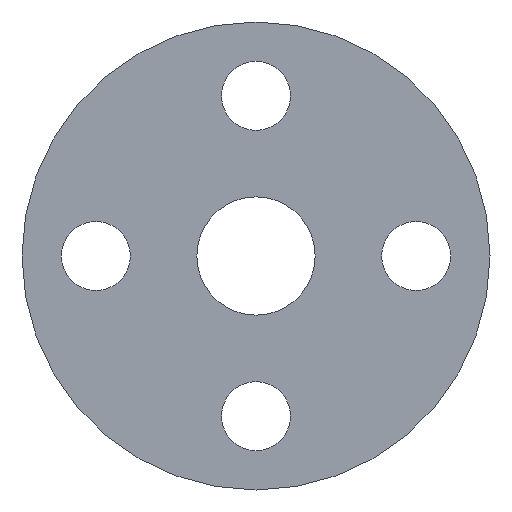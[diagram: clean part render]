
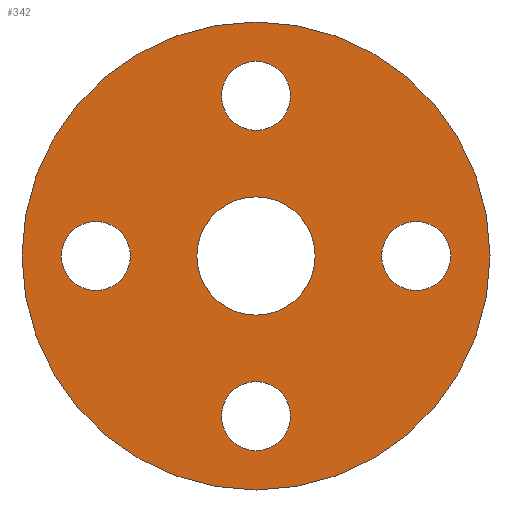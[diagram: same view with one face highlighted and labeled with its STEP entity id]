
A CAD part, front view. The second image highlights one B-rep face of the part: STEP entity #342.
In plain terms, the highlighted planar face has unit normal (0, -1, 0).
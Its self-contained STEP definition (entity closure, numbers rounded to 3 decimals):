
#14 = CARTESIAN_POINT ( 'NONE',  ( 0., 0., 0. ) ) ;
#17 = CIRCLE ( 'NONE', #126, 7. ) ;
#18 = DIRECTION ( 'NONE',  ( 0., 1., 0. ) ) ;
#20 = VERTEX_POINT ( 'NONE', #397 ) ;
#21 = EDGE_CURVE ( 'NONE', #35, #20, #495, .T. ) ;
#24 = CARTESIAN_POINT ( 'NONE',  ( 0., 0., -39.5 ) ) ;
#25 = DIRECTION ( 'NONE',  ( 0., -1., 0. ) ) ;
#27 = CIRCLE ( 'NONE', #216, 12. ) ;
#35 = VERTEX_POINT ( 'NONE', #444 ) ;
#39 = EDGE_LOOP ( 'NONE', ( #144, #447 ) ) ;
#40 = DIRECTION ( 'NONE',  ( 0., -1., 0. ) ) ;
#47 = DIRECTION ( 'NONE',  ( 0., 0., 1. ) ) ;
#52 = EDGE_CURVE ( 'NONE', #149, #125, #379, .T. ) ;
#56 = CARTESIAN_POINT ( 'NONE',  ( 0., 0., 32.5 ) ) ;
#57 = EDGE_LOOP ( 'NONE', ( #358, #177 ) ) ;
#58 = DIRECTION ( 'NONE',  ( 0., -1., 0. ) ) ;
#59 = AXIS2_PLACEMENT_3D ( 'NONE', #510, #464, #557 ) ;
#64 = CIRCLE ( 'NONE', #582, 47.5 ) ;
#65 = FACE_BOUND ( 'NONE', #210, .T. ) ;
#66 = CARTESIAN_POINT ( 'NONE',  ( 0., 0., -47.5 ) ) ;
#75 = DIRECTION ( 'NONE',  ( 0., 1., 0. ) ) ;
#79 = ORIENTED_EDGE ( 'NONE', *, *, #161, .T. ) ;
#83 = EDGE_LOOP ( 'NONE', ( #374, #411 ) ) ;
#85 = VERTEX_POINT ( 'NONE', #66 ) ;
#87 = CARTESIAN_POINT ( 'NONE',  ( 32.5, 0., 7. ) ) ;
#104 = FACE_OUTER_BOUND ( 'NONE', #57, .T. ) ;
#116 = CARTESIAN_POINT ( 'NONE',  ( 0., 0., 12. ) ) ;
#119 = DIRECTION ( 'NONE',  ( 0., 1., 0. ) ) ;
#121 = CARTESIAN_POINT ( 'NONE',  ( 0., 0., 32.5 ) ) ;
#125 = VERTEX_POINT ( 'NONE', #541 ) ;
#126 = AXIS2_PLACEMENT_3D ( 'NONE', #517, #475, #572 ) ;
#127 = DIRECTION ( 'NONE',  ( 0., -1., 0. ) ) ;
#129 = EDGE_CURVE ( 'NONE', #125, #149, #259, .T. ) ;
#134 = CARTESIAN_POINT ( 'NONE',  ( 0., 0., 47.5 ) ) ;
#140 = VERTEX_POINT ( 'NONE', #436 ) ;
#144 = ORIENTED_EDGE ( 'NONE', *, *, #21, .F. ) ;
#148 = AXIS2_PLACEMENT_3D ( 'NONE', #14, #235, #331 ) ;
#149 = VERTEX_POINT ( 'NONE', #24 ) ;
#161 = EDGE_CURVE ( 'NONE', #140, #474, #27, .T. ) ;
#167 = EDGE_CURVE ( 'NONE', #240, #85, #64, .T. ) ;
#168 = DIRECTION ( 'NONE',  ( 0., 0., -1. ) ) ;
#174 = VERTEX_POINT ( 'NONE', #87 ) ;
#177 = ORIENTED_EDGE ( 'NONE', *, *, #407, .F. ) ;
#178 = CARTESIAN_POINT ( 'NONE',  ( 32.5, 0., -7. ) ) ;
#186 = CIRCLE ( 'NONE', #496, 7. ) ;
#197 = AXIS2_PLACEMENT_3D ( 'NONE', #583, #395, #168 ) ;
#199 = CIRCLE ( 'NONE', #268, 47.5 ) ;
#201 = DIRECTION ( 'NONE',  ( 0., 0., 1. ) ) ;
#203 = EDGE_LOOP ( 'NONE', ( #383, #271 ) ) ;
#210 = EDGE_LOOP ( 'NONE', ( #455, #79 ) ) ;
#216 = AXIS2_PLACEMENT_3D ( 'NONE', #534, #119, #300 ) ;
#235 = DIRECTION ( 'NONE',  ( 0., 1., 0. ) ) ;
#240 = VERTEX_POINT ( 'NONE', #134 ) ;
#241 = CARTESIAN_POINT ( 'NONE',  ( -32.5, 0., 7. ) ) ;
#245 = CARTESIAN_POINT ( 'NONE',  ( -32.5, 0., -7. ) ) ;
#248 = PLANE ( 'NONE',  #592 ) ;
#259 = CIRCLE ( 'NONE', #575, 7. ) ;
#263 = EDGE_CURVE ( 'NONE', #377, #470, #317, .T. ) ;
#268 = AXIS2_PLACEMENT_3D ( 'NONE', #286, #18, #201 ) ;
#271 = ORIENTED_EDGE ( 'NONE', *, *, #428, .F. ) ;
#272 = CARTESIAN_POINT ( 'NONE',  ( -32.5, 0., 0. ) ) ;
#279 = AXIS2_PLACEMENT_3D ( 'NONE', #121, #343, #492 ) ;
#286 = CARTESIAN_POINT ( 'NONE',  ( 0., 0., 0. ) ) ;
#290 = DIRECTION ( 'NONE',  ( 0., 0., -1. ) ) ;
#300 = DIRECTION ( 'NONE',  ( 0., 0., 1. ) ) ;
#304 = VERTEX_POINT ( 'NONE', #178 ) ;
#317 = CIRCLE ( 'NONE', #445, 7. ) ;
#329 = CIRCLE ( 'NONE', #398, 7. ) ;
#331 = DIRECTION ( 'NONE',  ( 0., 0., 1. ) ) ;
#339 = DIRECTION ( 'NONE',  ( 0., 0., -1. ) ) ;
#342 = ADVANCED_FACE ( 'NONE', ( #567, #435, #569, #479, #65, #104 ), #248, .T. ) ;
#343 = DIRECTION ( 'NONE',  ( 0., -1., 0. ) ) ;
#358 = ORIENTED_EDGE ( 'NONE', *, *, #167, .F. ) ;
#373 = EDGE_CURVE ( 'NONE', #304, #174, #186, .T. ) ;
#374 = ORIENTED_EDGE ( 'NONE', *, *, #373, .F. ) ;
#377 = VERTEX_POINT ( 'NONE', #245 ) ;
#379 = CIRCLE ( 'NONE', #197, 7. ) ;
#383 = ORIENTED_EDGE ( 'NONE', *, *, #263, .F. ) ;
#395 = DIRECTION ( 'NONE',  ( 0., -1., 0. ) ) ;
#397 = CARTESIAN_POINT ( 'NONE',  ( 0., 0., 39.5 ) ) ;
#398 = AXIS2_PLACEMENT_3D ( 'NONE', #56, #58, #339 ) ;
#407 = EDGE_CURVE ( 'NONE', #85, #240, #199, .T. ) ;
#411 = ORIENTED_EDGE ( 'NONE', *, *, #588, .F. ) ;
#420 = EDGE_CURVE ( 'NONE', #20, #35, #329, .T. ) ;
#424 = DIRECTION ( 'NONE',  ( 0., -1., 0. ) ) ;
#427 = DIRECTION ( 'NONE',  ( 0., 0., -1. ) ) ;
#428 = EDGE_CURVE ( 'NONE', #470, #377, #17, .T. ) ;
#435 = FACE_BOUND ( 'NONE', #39, .T. ) ;
#436 = CARTESIAN_POINT ( 'NONE',  ( 0., 0., -12. ) ) ;
#444 = CARTESIAN_POINT ( 'NONE',  ( 0., 0., 25.5 ) ) ;
#445 = AXIS2_PLACEMENT_3D ( 'NONE', #272, #40, #594 ) ;
#447 = ORIENTED_EDGE ( 'NONE', *, *, #420, .F. ) ;
#449 = ORIENTED_EDGE ( 'NONE', *, *, #129, .F. ) ;
#450 = EDGE_CURVE ( 'NONE', #474, #140, #467, .T. ) ;
#455 = ORIENTED_EDGE ( 'NONE', *, *, #450, .T. ) ;
#464 = DIRECTION ( 'NONE',  ( 0., -1., 0. ) ) ;
#467 = CIRCLE ( 'NONE', #148, 12. ) ;
#468 = CARTESIAN_POINT ( 'NONE',  ( 32.5, 0., 0. ) ) ;
#470 = VERTEX_POINT ( 'NONE', #241 ) ;
#474 = VERTEX_POINT ( 'NONE', #116 ) ;
#475 = DIRECTION ( 'NONE',  ( 0., -1., 0. ) ) ;
#479 = FACE_BOUND ( 'NONE', #546, .T. ) ;
#490 = CARTESIAN_POINT ( 'NONE',  ( 0., 0., 0. ) ) ;
#492 = DIRECTION ( 'NONE',  ( 0., 0., -1. ) ) ;
#495 = CIRCLE ( 'NONE', #279, 7. ) ;
#496 = AXIS2_PLACEMENT_3D ( 'NONE', #468, #424, #427 ) ;
#510 = CARTESIAN_POINT ( 'NONE',  ( 32.5, 0., 0. ) ) ;
#517 = CARTESIAN_POINT ( 'NONE',  ( -32.5, 0., 0. ) ) ;
#522 = CARTESIAN_POINT ( 'NONE',  ( 0., 0., 47.5 ) ) ;
#525 = CIRCLE ( 'NONE', #59, 7. ) ;
#534 = CARTESIAN_POINT ( 'NONE',  ( 0., 0., 0. ) ) ;
#541 = CARTESIAN_POINT ( 'NONE',  ( 0., 0., -25.5 ) ) ;
#546 = EDGE_LOOP ( 'NONE', ( #566, #449 ) ) ;
#557 = DIRECTION ( 'NONE',  ( 0., 0., -1. ) ) ;
#566 = ORIENTED_EDGE ( 'NONE', *, *, #52, .F. ) ;
#567 = FACE_BOUND ( 'NONE', #83, .T. ) ;
#569 = FACE_BOUND ( 'NONE', #203, .T. ) ;
#571 = DIRECTION ( 'NONE',  ( 0., 0., -1. ) ) ;
#572 = DIRECTION ( 'NONE',  ( 0., 0., -1. ) ) ;
#575 = AXIS2_PLACEMENT_3D ( 'NONE', #579, #127, #571 ) ;
#579 = CARTESIAN_POINT ( 'NONE',  ( 0., 0., -32.5 ) ) ;
#582 = AXIS2_PLACEMENT_3D ( 'NONE', #490, #75, #47 ) ;
#583 = CARTESIAN_POINT ( 'NONE',  ( 0., 0., -32.5 ) ) ;
#588 = EDGE_CURVE ( 'NONE', #174, #304, #525, .T. ) ;
#592 = AXIS2_PLACEMENT_3D ( 'NONE', #522, #25, #290 ) ;
#594 = DIRECTION ( 'NONE',  ( 0., 0., -1. ) ) ;
